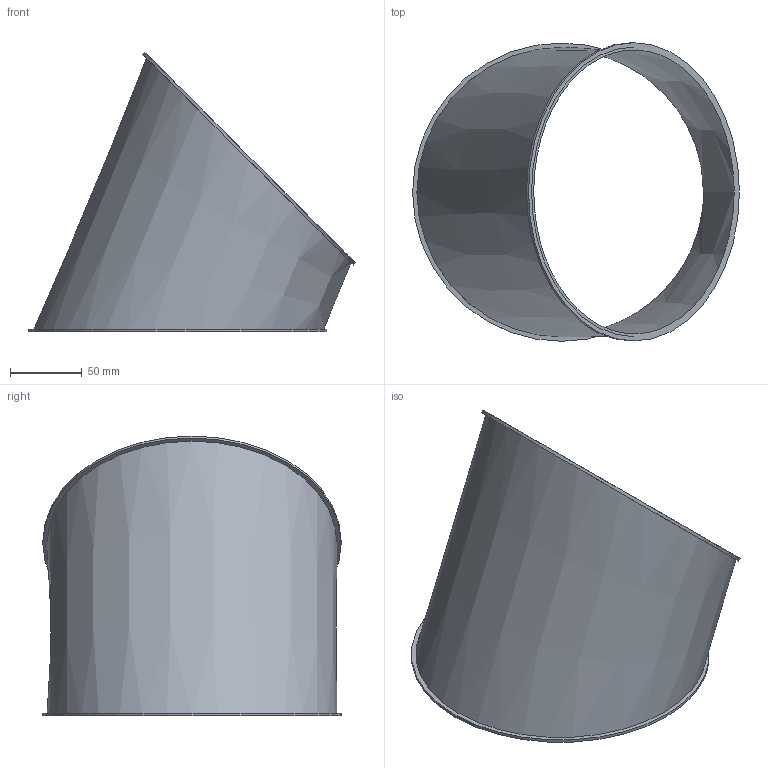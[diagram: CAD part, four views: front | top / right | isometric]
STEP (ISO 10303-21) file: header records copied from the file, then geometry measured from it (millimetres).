
FILE_DESCRIPTION((''),'2;1');
FILE_NAME('Ø200x2 45°.stp','2010-11-11T15:29:50',('cnickl'),(''),'Autodesk Inventor 2011','Autodesk Inventor 2011','');
FILE_SCHEMA(('AUTOMOTIVE_DESIGN { 1 0 10303 214 1 1 1 1 }'));
Length unit declared in the file: millimetre
Products named in the file (1): Parameterskizze Segmente
Bounding box: 227.92 x 208 x 195.16 mm (x, y, z)
Surface area: 171694.5 mm2 (no closed solid volume)
Topology: 0 solids, 1 shells, 10 faces, 31 edges, 28 vertices
Faces by surface type: cylinder 4, plane 4, bspline 2
Full cylindrical faces by diameter (mm): 208 x2
Entity records: 705 total; most frequent: CARTESIAN_POINT 374, DIRECTION 50, ORIENTED_EDGE 48, EDGE_CURVE 24, AXIS2_PLACEMENT_3D 22, EDGE_LOOP 18, VERTEX_POINT 17, CIRCLE 13
